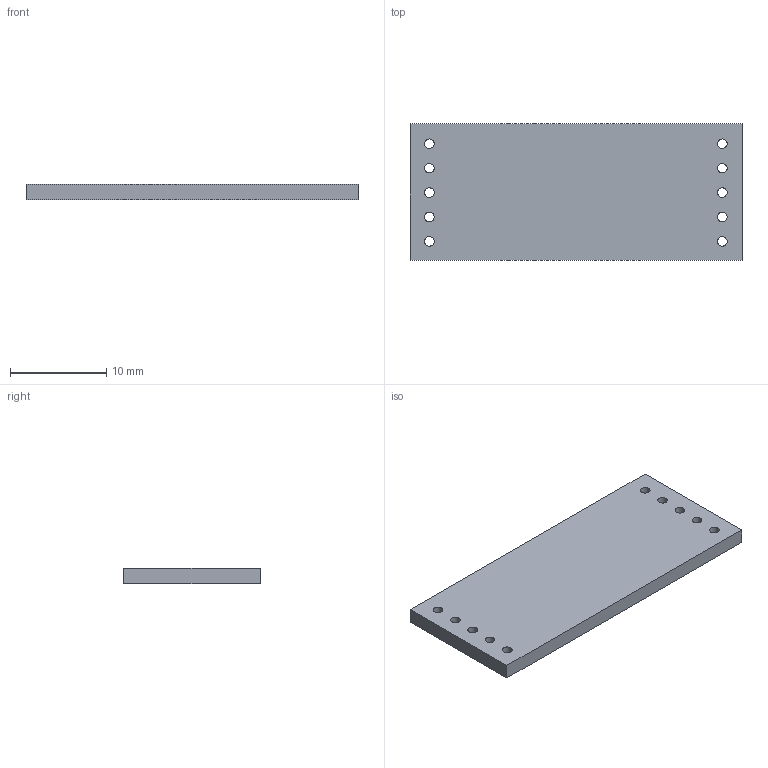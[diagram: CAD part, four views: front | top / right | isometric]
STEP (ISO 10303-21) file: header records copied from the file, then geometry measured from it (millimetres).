
FILE_DESCRIPTION(('KiCad electronic assembly'),'2;1');
FILE_NAME('Can-Module.step','2023-12-09T02:15:52',('Pcbnew'),('Kicad'), 'Open CASCADE STEP processor 7.5','KiCad to STEP converter','Unknown' );
FILE_SCHEMA(('AUTOMOTIVE_DESIGN { 1 0 10303 214 1 1 1 1 }'));
Length unit declared in the file: millimetre
Products named in the file (2): Can-Module 1; Can-Module PCB
Assembly tree (1 placements, depth 2):
  Can-Module 1
    Can-Module PCB
Bounding box: 34.54 x 14.22 x 1.6 mm (x, y, z)
Volume: 773.6 mm3; surface area: 1173.3 mm2
Topology: 1 solids, 1 shells, 16 faces, 42 edges, 28 vertices
Faces by surface type: cylinder 10, plane 6
Full cylindrical faces by diameter (mm): 1 x10
Entity records: 1199 total; most frequent: CARTESIAN_POINT 292, DIRECTION 162, LINE 86, VECTOR 86, ORIENTED_EDGE 84, PCURVE 84, DEFINITIONAL_REPRESENTATION 84, EDGE_CURVE 42
